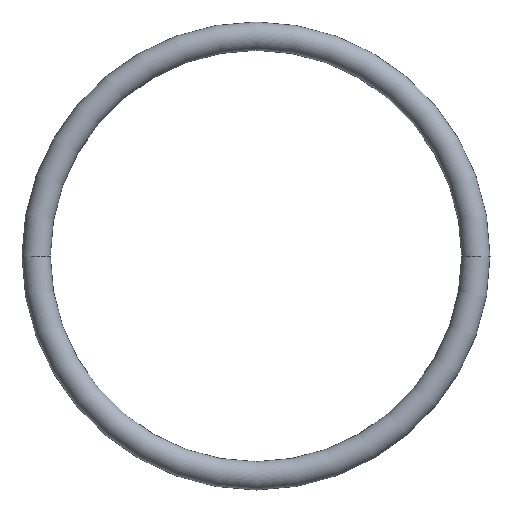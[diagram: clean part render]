
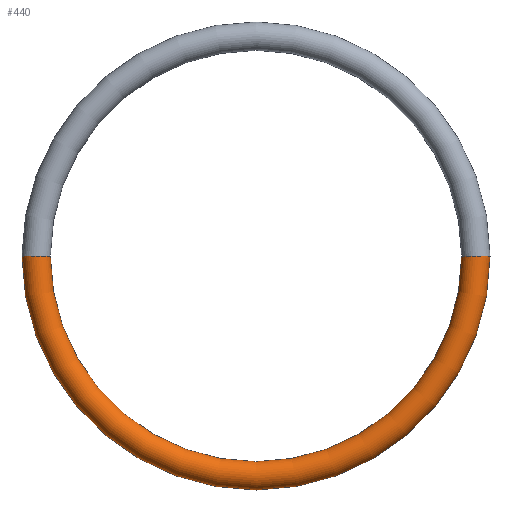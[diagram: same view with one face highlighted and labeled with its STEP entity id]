
A CAD part, front view. The second image highlights one B-rep face of the part: STEP entity #440.
In plain terms, the highlighted toroidal (fillet/blend) face has major radius 15.5 mm and minor radius 1 mm.
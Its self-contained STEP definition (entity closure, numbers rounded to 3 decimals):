
#10=CARTESIAN_POINT('',(0.,0.,0.));
#20=DIRECTION('',(0.,1.,0.));
#30=DIRECTION('',(-1.,0.,0.));
#40=AXIS2_PLACEMENT_3D('',#10,#20,#30);
#50=TOROIDAL_SURFACE('',#40,15.5,1.);
#60=CARTESIAN_POINT('',(15.5,0.,0.));
#70=DIRECTION('',(0.,0.,-1.));
#80=DIRECTION('',(1.,0.,0.));
#90=AXIS2_PLACEMENT_3D('',#60,#70,#80);
#100=CIRCLE('',#90,1.);
#110=CARTESIAN_POINT('',(16.5,0.,0.));
#120=VERTEX_POINT('',#110);
#130=CARTESIAN_POINT('',(14.5,0.,0.));
#140=VERTEX_POINT('',#130);
#150=EDGE_CURVE('',#120,#140,#100,.T.);
#160=ORIENTED_EDGE('',*,*,#150,.T.);
#170=CARTESIAN_POINT('',(0.,0.,0.));
#180=DIRECTION('',(0.,1.,0.));
#190=DIRECTION('',(-1.,0.,0.));
#200=AXIS2_PLACEMENT_3D('',#170,#180,#190);
#210=CIRCLE('',#200,16.5);
#220=CARTESIAN_POINT('',(-16.5,0.,0.));
#230=VERTEX_POINT('',#220);
#240=EDGE_CURVE('',#120,#230,#210,.T.);
#250=ORIENTED_EDGE('',*,*,#240,.F.);
#260=CARTESIAN_POINT('',(-15.5,0.,0.));
#270=DIRECTION('',(0.,0.,1.));
#280=DIRECTION('',(-1.,0.,0.));
#290=AXIS2_PLACEMENT_3D('',#260,#270,#280);
#300=CIRCLE('',#290,1.);
#310=CARTESIAN_POINT('',(-14.5,0.,0.));
#320=VERTEX_POINT('',#310);
#330=EDGE_CURVE('',#230,#320,#300,.T.);
#340=ORIENTED_EDGE('',*,*,#330,.F.);
#350=CARTESIAN_POINT('',(0.,0.,0.));
#360=DIRECTION('',(0.,1.,0.));
#370=DIRECTION('',(-1.,0.,0.));
#380=AXIS2_PLACEMENT_3D('',#350,#360,#370);
#390=CIRCLE('',#380,14.5);
#400=EDGE_CURVE('',#140,#320,#390,.T.);
#410=ORIENTED_EDGE('',*,*,#400,.T.);
#420=EDGE_LOOP('',(#410,#340,#250,#160));
#430=FACE_OUTER_BOUND('',#420,.T.);
#440=ADVANCED_FACE('',(#430),#50,.T.);
